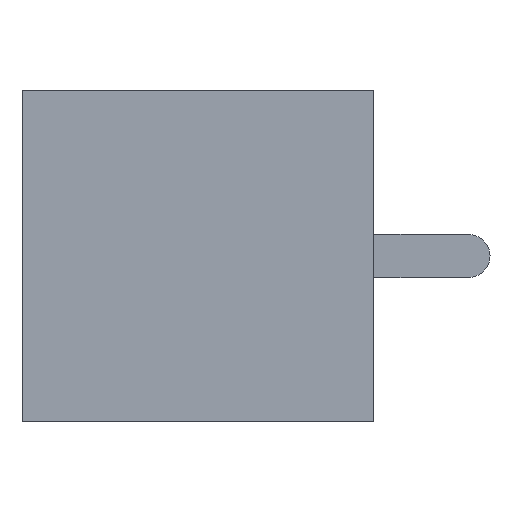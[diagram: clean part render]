
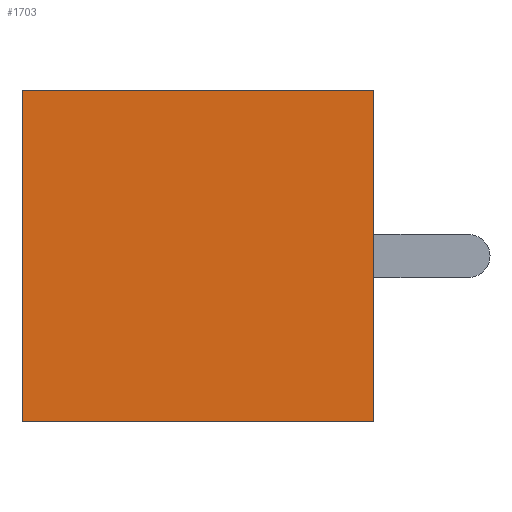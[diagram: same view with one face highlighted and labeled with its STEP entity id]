
A CAD part, left-side view. The second image highlights one B-rep face of the part: STEP entity #1703.
In plain terms, the highlighted planar face has unit normal (-1, 0, 0).
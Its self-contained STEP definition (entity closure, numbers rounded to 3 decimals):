
#32 = CARTESIAN_POINT ( 'NONE',  ( -12.3, 5.3, -5. ) ) ;
#108 = FACE_OUTER_BOUND ( 'NONE', #1312, .T. ) ;
#155 = EDGE_CURVE ( 'NONE', #212, #1293, #1401, .T. ) ;
#212 = VERTEX_POINT ( 'NONE', #506 ) ;
#316 = CARTESIAN_POINT ( 'NONE',  ( -12.3, 5.3, 5. ) ) ;
#336 = DIRECTION ( 'NONE',  ( 0., 0., -1. ) ) ;
#352 = CARTESIAN_POINT ( 'NONE',  ( -12.3, -5.3, -5. ) ) ;
#385 = VERTEX_POINT ( 'NONE', #352 ) ;
#391 = LINE ( 'NONE', #2353, #517 ) ;
#451 = LINE ( 'NONE', #2243, #2281 ) ;
#506 = CARTESIAN_POINT ( 'NONE',  ( -12.3, 5.3, 5. ) ) ;
#517 = VECTOR ( 'NONE', #772, 1000. ) ;
#604 = DIRECTION ( 'NONE',  ( 0., -1., 0. ) ) ;
#614 = CARTESIAN_POINT ( 'NONE',  ( -12.3, 5.3, 5. ) ) ;
#670 = DIRECTION ( 'NONE',  ( 1., 0., 0. ) ) ;
#680 = CARTESIAN_POINT ( 'NONE',  ( -12.3, -5.3, 5. ) ) ;
#772 = DIRECTION ( 'NONE',  ( 0., -1., 0. ) ) ;
#781 = EDGE_CURVE ( 'NONE', #1293, #385, #391, .T. ) ;
#782 = EDGE_CURVE ( 'NONE', #1422, #385, #1492, .T. ) ;
#1040 = AXIS2_PLACEMENT_3D ( 'NONE', #614, #670, #1211 ) ;
#1211 = DIRECTION ( 'NONE',  ( 0., 0., -1. ) ) ;
#1239 = VECTOR ( 'NONE', #2337, 1000. ) ;
#1293 = VERTEX_POINT ( 'NONE', #32 ) ;
#1312 = EDGE_LOOP ( 'NONE', ( #2121, #1648, #1801, #1772 ) ) ;
#1348 = EDGE_CURVE ( 'NONE', #212, #1422, #451, .T. ) ;
#1376 = PLANE ( 'NONE',  #1040 ) ;
#1401 = LINE ( 'NONE', #316, #1239 ) ;
#1422 = VERTEX_POINT ( 'NONE', #680 ) ;
#1473 = VECTOR ( 'NONE', #336, 1000. ) ;
#1492 = LINE ( 'NONE', #2221, #1473 ) ;
#1648 = ORIENTED_EDGE ( 'NONE', *, *, #782, .F. ) ;
#1703 = ADVANCED_FACE ( 'NONE', ( #108 ), #1376, .F. ) ;
#1772 = ORIENTED_EDGE ( 'NONE', *, *, #155, .T. ) ;
#1801 = ORIENTED_EDGE ( 'NONE', *, *, #1348, .F. ) ;
#2121 = ORIENTED_EDGE ( 'NONE', *, *, #781, .T. ) ;
#2221 = CARTESIAN_POINT ( 'NONE',  ( -12.3, -5.3, 5. ) ) ;
#2243 = CARTESIAN_POINT ( 'NONE',  ( -12.3, 5.3, 5. ) ) ;
#2281 = VECTOR ( 'NONE', #604, 1000. ) ;
#2337 = DIRECTION ( 'NONE',  ( 0., 0., -1. ) ) ;
#2353 = CARTESIAN_POINT ( 'NONE',  ( -12.3, 5.3, -5. ) ) ;
